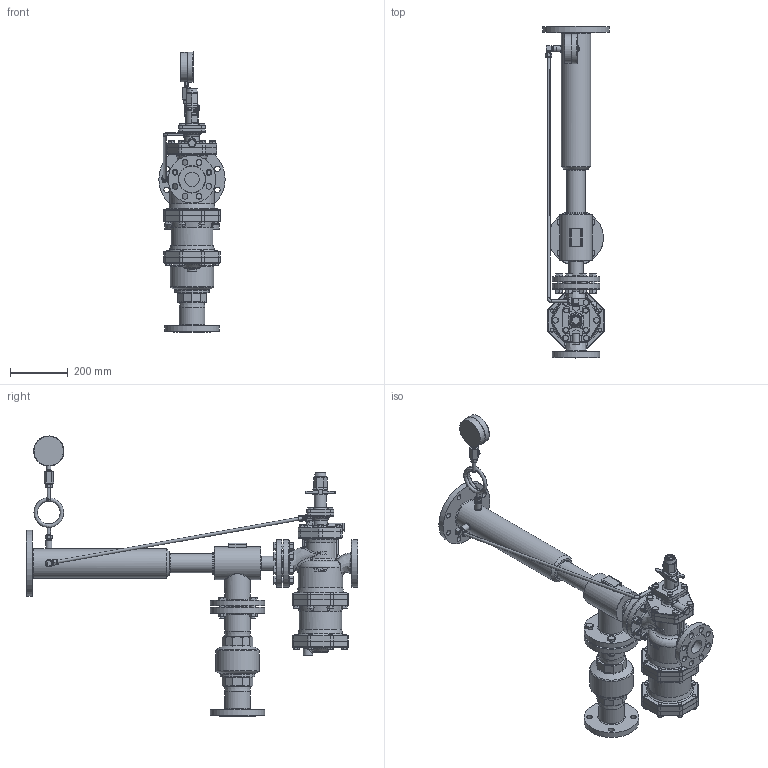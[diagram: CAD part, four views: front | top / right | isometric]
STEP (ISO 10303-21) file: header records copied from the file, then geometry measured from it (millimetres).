
FILE_DESCRIPTION(/* description */ (''),/* implementation_level */ '2;1');
FILE_NAME(/* name */ 'sc210-050-a0300-00.stp',/* time_stamp */ '2018-03-14T12:00:19+09:00',/* author */ ('sugie07'),/* organization */ (''),/* preprocessor_version */ 'ST-DEVELOPER v15.6',/* originating_system */ 'Autodesk Inventor 2015',/* authorisation */ '');
FILE_SCHEMA (('AUTOMOTIVE_DESIGN { 1 0 10303 214 3 1 1 }'));
Length unit declared in the file: centimetre
Products named in the file (1): sc210-050-a0300-00
Bounding box: 230 x 1152 x 971.95 mm (x, y, z)
Volume: 22660253.1 mm3; surface area: 1650702.6 mm2
Topology: 1 solids, 6 shells, 1928 faces, 4513 edges, 2799 vertices
Faces by surface type: plane 818, cylinder 440, cone 374, bspline 148, torus 122, sphere 26
Full cylindrical faces by diameter (mm): 2.487 x2, 6 x1, 8 x6, 9 x1, 9.5 x1, 10 x12, 10.5 x1, 12 x50, 13.7 x3, 14 x23, 14.2 x2, 14.25 x1, 15 x1, 15.806 x1, 15.875 x2, 16 x26, 17 x4, 17.475 x1, 19 x2, 19.1 x28, 20 x16, 22 x2, 27 x1, 28 x1, 32 x1, 42 x1, 48.6 x1, 50 x3, 52 x1, 62 x1
Entity records: 62037 total; most frequent: CARTESIAN_POINT 21186, ORIENTED_EDGE 8122, DIRECTION 8053, EDGE_CURVE 4060, AXIS2_PLACEMENT_3D 3310, VERTEX_POINT 2679, EDGE_LOOP 2581, FACE_OUTER_BOUND 1927
